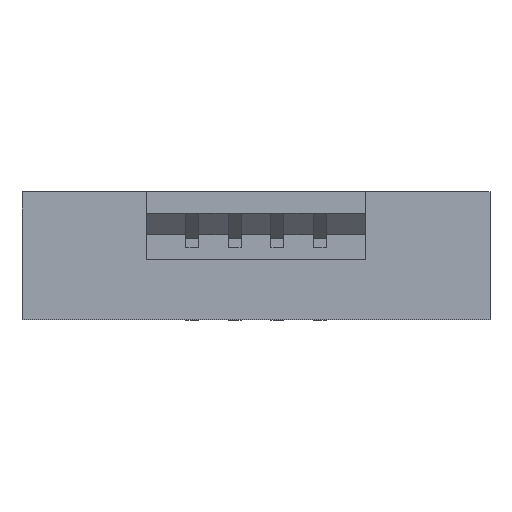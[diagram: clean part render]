
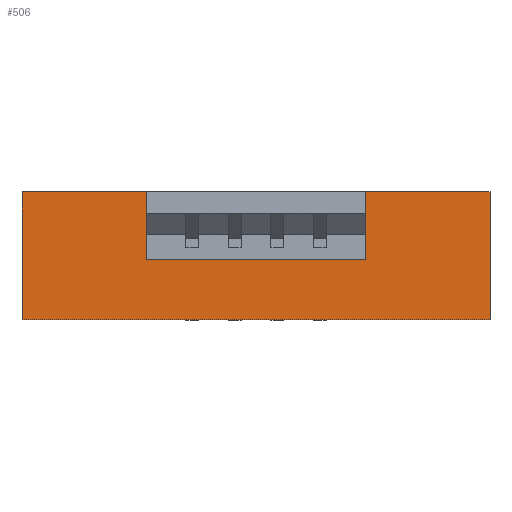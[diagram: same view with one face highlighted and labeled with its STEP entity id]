
A CAD part, top view. The second image highlights one B-rep face of the part: STEP entity #506.
In plain terms, the highlighted planar face has unit normal (0, 0, 1).
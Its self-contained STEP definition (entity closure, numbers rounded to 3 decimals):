
#506 = ADVANCED_FACE( '', ( #1116 ), #1117, .T. );
#1116 = FACE_OUTER_BOUND( '', #1876, .T. );
#1117 = PLANE( '', #1877 );
#1876 = EDGE_LOOP( '', ( #2943, #2944, #2945, #2946, #2947, #2948, #2949, #2950 ) );
#1877 = AXIS2_PLACEMENT_3D( '', #2951, #2952, #2953 );
#2943 = ORIENTED_EDGE( '', *, *, #5152, .F. );
#2944 = ORIENTED_EDGE( '', *, *, #5153, .F. );
#2945 = ORIENTED_EDGE( '', *, *, #5085, .F. );
#2946 = ORIENTED_EDGE( '', *, *, #5122, .T. );
#2947 = ORIENTED_EDGE( '', *, *, #5154, .T. );
#2948 = ORIENTED_EDGE( '', *, *, #5155, .F. );
#2949 = ORIENTED_EDGE( '', *, *, #5156, .F. );
#2950 = ORIENTED_EDGE( '', *, *, #5157, .F. );
#2951 = CARTESIAN_POINT( '', ( -5.5, -1.5, 0.55 ) );
#2952 = DIRECTION( '', ( 0., 0., 1. ) );
#2953 = DIRECTION( '', ( 1., 0., 0. ) );
#5085 = EDGE_CURVE( '', #6200, #6196, #6202, .T. );
#5122 = EDGE_CURVE( '', #6200, #6263, #6265, .T. );
#5152 = EDGE_CURVE( '', #6312, #6313, #6314, .T. );
#5153 = EDGE_CURVE( '', #6196, #6312, #6315, .T. );
#5154 = EDGE_CURVE( '', #6263, #6316, #6317, .T. );
#5155 = EDGE_CURVE( '', #6318, #6316, #6319, .T. );
#5156 = EDGE_CURVE( '', #6320, #6318, #6321, .T. );
#5157 = EDGE_CURVE( '', #6313, #6320, #6322, .T. );
#6196 = VERTEX_POINT( '', #7776 );
#6200 = VERTEX_POINT( '', #7782 );
#6202 = LINE( '', #7785, #7786 );
#6263 = VERTEX_POINT( '', #7874 );
#6265 = LINE( '', #7877, #7878 );
#6312 = VERTEX_POINT( '', #7949 );
#6313 = VERTEX_POINT( '', #7950 );
#6314 = LINE( '', #7951, #7952 );
#6315 = LINE( '', #7953, #7954 );
#6316 = VERTEX_POINT( '', #7955 );
#6317 = LINE( '', #7956, #7957 );
#6318 = VERTEX_POINT( '', #7958 );
#6319 = LINE( '', #7959, #7960 );
#6320 = VERTEX_POINT( '', #7961 );
#6321 = LINE( '', #7962, #7963 );
#6322 = LINE( '', #7964, #7965 );
#7776 = CARTESIAN_POINT( '', ( -5.5, 1.5, 0.55 ) );
#7782 = CARTESIAN_POINT( '', ( -5.5, -1.5, 0.55 ) );
#7785 = CARTESIAN_POINT( '', ( -5.5, -1.5, 0.55 ) );
#7786 = VECTOR( '', #9503, 1000. );
#7874 = CARTESIAN_POINT( '', ( 5.5, -1.5, 0.55 ) );
#7877 = CARTESIAN_POINT( '', ( -5.5, -1.5, 0.55 ) );
#7878 = VECTOR( '', #9532, 1000. );
#7949 = CARTESIAN_POINT( '', ( -2.575, 1.5, 0.55 ) );
#7950 = CARTESIAN_POINT( '', ( -2.575, -0.1, 0.55 ) );
#7951 = CARTESIAN_POINT( '', ( -2.575, 1.5, 0.55 ) );
#7952 = VECTOR( '', #9557, 1000. );
#7953 = CARTESIAN_POINT( '', ( -5.5, 1.5, 0.55 ) );
#7954 = VECTOR( '', #9558, 1000. );
#7955 = CARTESIAN_POINT( '', ( 5.5, 1.5, 0.55 ) );
#7956 = CARTESIAN_POINT( '', ( 5.5, -1.5, 0.55 ) );
#7957 = VECTOR( '', #9559, 1000. );
#7958 = CARTESIAN_POINT( '', ( 2.575, 1.5, 0.55 ) );
#7959 = CARTESIAN_POINT( '', ( -5.5, 1.5, 0.55 ) );
#7960 = VECTOR( '', #9560, 1000. );
#7961 = CARTESIAN_POINT( '', ( 2.575, -0.1, 0.55 ) );
#7962 = CARTESIAN_POINT( '', ( 2.575, -0.1, 0.55 ) );
#7963 = VECTOR( '', #9561, 1000. );
#7964 = CARTESIAN_POINT( '', ( -2.575, -0.1, 0.55 ) );
#7965 = VECTOR( '', #9562, 1000. );
#9503 = DIRECTION( '', ( 0., 1., 0. ) );
#9532 = DIRECTION( '', ( 1., 0., 0. ) );
#9557 = DIRECTION( '', ( 0., -1., 0. ) );
#9558 = DIRECTION( '', ( 1., 0., 0. ) );
#9559 = DIRECTION( '', ( 0., 1., 0. ) );
#9560 = DIRECTION( '', ( 1., 0., 0. ) );
#9561 = DIRECTION( '', ( 0., 1., 0. ) );
#9562 = DIRECTION( '', ( 1., 0., 0. ) );
